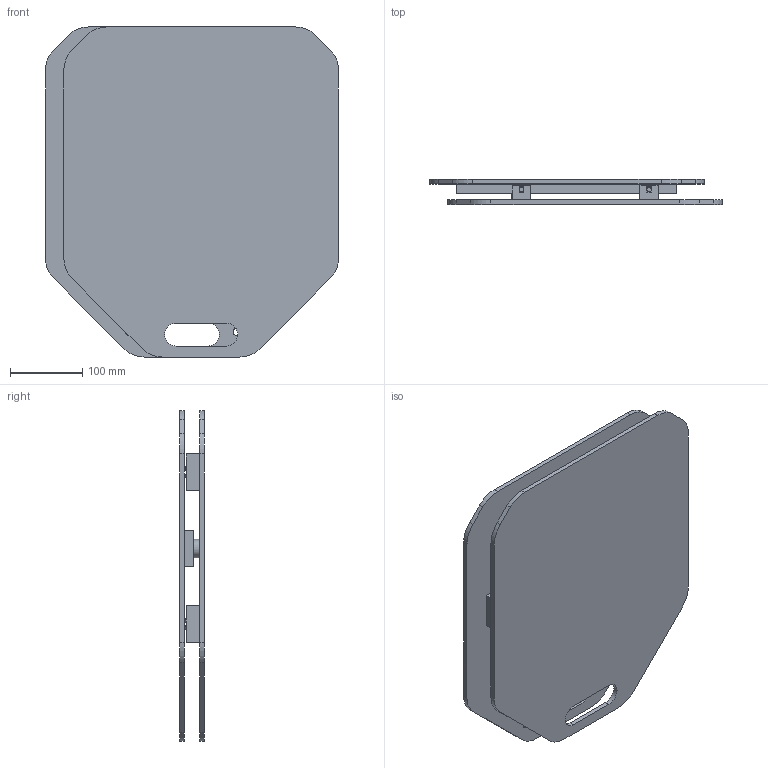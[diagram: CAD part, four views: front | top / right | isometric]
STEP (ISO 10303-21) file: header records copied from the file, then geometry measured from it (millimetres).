
FILE_DESCRIPTION (( 'STEP AP203' ), '1' );
FILE_NAME ('V2 Skid Plate Asssembly.STEP', '2023-01-13T02:26:59', ( '' ), ( '' ), 'SwSTEP 2.0', 'SolidWorks 2022', '' );
FILE_SCHEMA (( 'CONFIG_CONTROL_DESIGN' ));
Length unit declared in the file: inch
Products named in the file (8): 2 in Dow Rod; SKF_D_W_R4_2RS1_21; SKF_D_W_R4_2RS1_23; Skid Top Plate V2; SKF_D_W_R4_2RS1_12; V2 Skid Plate Asssembly; SKF_D_W_R4_2RS1; Skid Bottom Plate V2
Assembly tree (24 placements, depth 3):
  V2 Skid Plate Asssembly
    Skid Bottom Plate V2
    2 in Dow Rod  x4
    SKF_D_W_R4_2RS1  x8
      SKF_D_W_R4_2RS1_12
      SKF_D_W_R4_2RS1_21
      SKF_D_W_R4_2RS1_23
    Skid Top Plate V2
Bounding box: 405.39 x 34.29 x 457 mm (x, y, z)
Volume: 2168601.4 mm3; surface area: 689809.7 mm2
Topology: 86 solids, 86 shells, 884 faces, 2336 edges, 1424 vertices
Faces by surface type: cylinder 230, plane 190, torus 176, cone 160, sphere 128
Entity records: 8252 total; most frequent: CARTESIAN_POINT 1510, DIRECTION 1186, ORIENTED_EDGE 1096, EDGE_CURVE 548, AXIS2_PLACEMENT_3D 420, VERTEX_POINT 360, VECTOR 346, LINE 346
